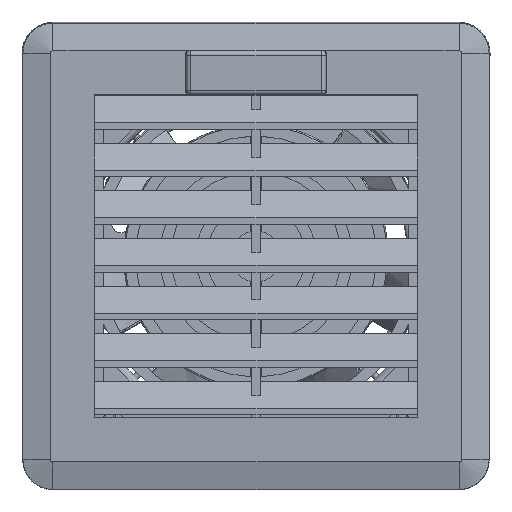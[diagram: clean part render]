
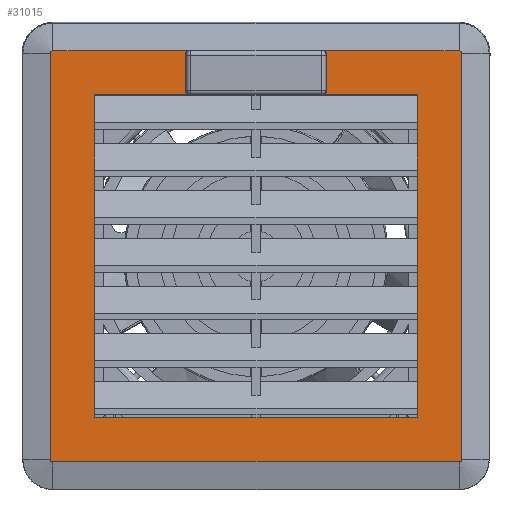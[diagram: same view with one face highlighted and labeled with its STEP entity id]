
A CAD part, top view. The second image highlights one B-rep face of the part: STEP entity #31015.
In plain terms, the highlighted face is planar.
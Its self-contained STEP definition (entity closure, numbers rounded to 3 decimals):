
#4375=PLANE('',#33280);
#5336=FACE_OUTER_BOUND('',#7033,.T.);
#7033=EDGE_LOOP('',(#23482,#23483,#23484,#23485,#23486,#23487,#23488,#23489,
#23490,#23491,#23492,#23493,#23494,#23495,#23496,#23497,#23498,#23499,#23500,
#23501));
#9107=LINE('',#44929,#11333);
#9115=LINE('',#44953,#11341);
#9162=LINE('',#45056,#11388);
#9164=LINE('',#45060,#11390);
#9171=LINE('',#45075,#11397);
#9175=LINE('',#45082,#11401);
#9181=LINE('',#45100,#11407);
#9187=LINE('',#45120,#11413);
#9188=LINE('',#45121,#11414);
#9190=LINE('',#45126,#11416);
#9191=LINE('',#45127,#11417);
#9203=LINE('',#45158,#11429);
#11333=VECTOR('',#37197,10.);
#11341=VECTOR('',#37221,10.);
#11388=VECTOR('',#37342,10.);
#11390=VECTOR('',#37346,10.);
#11397=VECTOR('',#37361,10.);
#11401=VECTOR('',#37367,10.);
#11407=VECTOR('',#37391,10.);
#11413=VECTOR('',#37417,10.);
#11414=VECTOR('',#37418,10.);
#11416=VECTOR('',#37422,10.);
#11417=VECTOR('',#37423,10.);
#11429=VECTOR('',#37463,10.);
#13110=CIRCLE('',#33193,1.);
#13112=CIRCLE('',#33197,1.);
#13114=CIRCLE('',#33201,1.);
#13116=CIRCLE('',#33205,1.);
#13118=CIRCLE('',#33235,0.574);
#13121=CIRCLE('',#33250,0.574);
#13124=CIRCLE('',#33257,0.574);
#13129=CIRCLE('',#33274,0.574);
#14604=VERTEX_POINT('',#44919);
#14605=VERTEX_POINT('',#44920);
#14608=VERTEX_POINT('',#44928);
#14610=VERTEX_POINT('',#44934);
#14612=VERTEX_POINT('',#44940);
#14614=VERTEX_POINT('',#44946);
#14616=VERTEX_POINT('',#44952);
#14618=VERTEX_POINT('',#44958);
#14630=VERTEX_POINT('',#45038);
#14631=VERTEX_POINT('',#45040);
#14634=VERTEX_POINT('',#45052);
#14635=VERTEX_POINT('',#45054);
#14636=VERTEX_POINT('',#45058);
#14640=VERTEX_POINT('',#45074);
#14642=VERTEX_POINT('',#45080);
#14644=VERTEX_POINT('',#45090);
#14645=VERTEX_POINT('',#45098);
#14647=VERTEX_POINT('',#45103);
#14651=VERTEX_POINT('',#45124);
#14656=VERTEX_POINT('',#45147);
#17825=EDGE_CURVE('',#14604,#14605,#13110,.T.);
#17829=EDGE_CURVE('',#14608,#14604,#9107,.T.);
#17832=EDGE_CURVE('',#14610,#14608,#13112,.T.);
#17838=EDGE_CURVE('',#14614,#14612,#13114,.T.);
#17841=EDGE_CURVE('',#14616,#14614,#9115,.T.);
#17844=EDGE_CURVE('',#14618,#14616,#13116,.T.);
#17885=EDGE_CURVE('',#14630,#14631,#13118,.T.);
#17893=EDGE_CURVE('',#14634,#14635,#9162,.T.);
#17895=EDGE_CURVE('',#14636,#14630,#9164,.T.);
#17902=EDGE_CURVE('',#14640,#14634,#9171,.T.);
#17906=EDGE_CURVE('',#14635,#14642,#9175,.T.);
#17911=EDGE_CURVE('',#14644,#14636,#13121,.T.);
#17915=EDGE_CURVE('',#14645,#14644,#9181,.T.);
#17917=EDGE_CURVE('',#14647,#14645,#13124,.T.);
#17925=EDGE_CURVE('',#14605,#14640,#9187,.T.);
#17926=EDGE_CURVE('',#14642,#14618,#9188,.T.);
#17928=EDGE_CURVE('',#14651,#14612,#9190,.T.);
#17929=EDGE_CURVE('',#14610,#14647,#9191,.T.);
#17940=EDGE_CURVE('',#14656,#14651,#13129,.T.);
#17945=EDGE_CURVE('',#14631,#14656,#9203,.T.);
#23482=ORIENTED_EDGE('',*,*,#17838,.T.);
#23483=ORIENTED_EDGE('',*,*,#17928,.F.);
#23484=ORIENTED_EDGE('',*,*,#17940,.F.);
#23485=ORIENTED_EDGE('',*,*,#17945,.F.);
#23486=ORIENTED_EDGE('',*,*,#17885,.F.);
#23487=ORIENTED_EDGE('',*,*,#17895,.F.);
#23488=ORIENTED_EDGE('',*,*,#17911,.F.);
#23489=ORIENTED_EDGE('',*,*,#17915,.F.);
#23490=ORIENTED_EDGE('',*,*,#17917,.F.);
#23491=ORIENTED_EDGE('',*,*,#17929,.F.);
#23492=ORIENTED_EDGE('',*,*,#17832,.T.);
#23493=ORIENTED_EDGE('',*,*,#17829,.T.);
#23494=ORIENTED_EDGE('',*,*,#17825,.T.);
#23495=ORIENTED_EDGE('',*,*,#17925,.T.);
#23496=ORIENTED_EDGE('',*,*,#17902,.T.);
#23497=ORIENTED_EDGE('',*,*,#17893,.T.);
#23498=ORIENTED_EDGE('',*,*,#17906,.T.);
#23499=ORIENTED_EDGE('',*,*,#17926,.T.);
#23500=ORIENTED_EDGE('',*,*,#17844,.T.);
#23501=ORIENTED_EDGE('',*,*,#17841,.T.);
#31015=ADVANCED_FACE('',(#5336),#4375,.T.);
#33193=AXIS2_PLACEMENT_3D('',#44921,#37189,#37190);
#33197=AXIS2_PLACEMENT_3D('',#44935,#37202,#37203);
#33201=AXIS2_PLACEMENT_3D('',#44947,#37214,#37215);
#33205=AXIS2_PLACEMENT_3D('',#44959,#37226,#37227);
#33235=AXIS2_PLACEMENT_3D('',#45041,#37325,#37326);
#33250=AXIS2_PLACEMENT_3D('',#45092,#37378,#37379);
#33257=AXIS2_PLACEMENT_3D('',#45105,#37395,#37396);
#33274=AXIS2_PLACEMENT_3D('',#45149,#37447,#37448);
#33280=AXIS2_PLACEMENT_3D('',#45157,#37461,#37462);
#37189=DIRECTION('center_axis',(0.,-1.,0.));
#37190=DIRECTION('ref_axis',(0.,0.,1.));
#37197=DIRECTION('',(0.,0.,1.));
#37202=DIRECTION('center_axis',(0.,-1.,0.));
#37203=DIRECTION('ref_axis',(1.,0.,0.));
#37214=DIRECTION('center_axis',(0.,-1.,0.));
#37215=DIRECTION('ref_axis',(0.,0.,-1.));
#37221=DIRECTION('',(0.,0.,-1.));
#37226=DIRECTION('center_axis',(0.,-1.,0.));
#37227=DIRECTION('ref_axis',(-1.,0.,0.));
#37325=DIRECTION('center_axis',(0.,-1.,0.));
#37326=DIRECTION('ref_axis',(0.,0.,1.));
#37342=DIRECTION('',(-1.,0.,0.));
#37346=DIRECTION('',(-1.,0.,0.));
#37361=DIRECTION('',(0.,0.,1.));
#37367=DIRECTION('',(0.,0.,-1.));
#37378=DIRECTION('center_axis',(0.,-1.,0.));
#37379=DIRECTION('ref_axis',(1.,0.,0.));
#37391=DIRECTION('',(0.,0.,1.));
#37395=DIRECTION('center_axis',(0.,-1.,0.));
#37396=DIRECTION('ref_axis',(0.,0.,-1.));
#37417=DIRECTION('',(1.,0.,0.));
#37418=DIRECTION('',(1.,0.,0.));
#37422=DIRECTION('',(1.,0.,0.));
#37423=DIRECTION('',(1.,0.,0.));
#37447=DIRECTION('center_axis',(0.,-1.,0.));
#37448=DIRECTION('ref_axis',(-1.,0.,0.));
#37461=DIRECTION('center_axis',(0.,1.,0.));
#37462=DIRECTION('ref_axis',(1.,0.,0.));
#37463=DIRECTION('',(0.,0.,-1.));
#44919=CARTESIAN_POINT('',(16.,9.,-37.574));
#44920=CARTESIAN_POINT('',(15.,9.,-36.574));
#44921=CARTESIAN_POINT('Origin',(15.,9.,-37.574));
#44928=CARTESIAN_POINT('',(16.,9.,-45.574));
#44929=CARTESIAN_POINT('',(16.,9.,0.213));
#44934=CARTESIAN_POINT('',(15.,9.,-46.574));
#44935=CARTESIAN_POINT('Origin',(15.,9.,-45.574));
#44940=CARTESIAN_POINT('',(-15.,9.,-46.574));
#44946=CARTESIAN_POINT('',(-16.,9.,-45.574));
#44947=CARTESIAN_POINT('Origin',(-15.,9.,-45.574));
#44952=CARTESIAN_POINT('',(-16.,9.,-37.574));
#44953=CARTESIAN_POINT('',(-16.,9.,4.213));
#44958=CARTESIAN_POINT('',(-15.,9.,-36.574));
#44959=CARTESIAN_POINT('Origin',(-15.,9.,-37.574));
#45038=CARTESIAN_POINT('',(-46.,9.,46.574));
#45040=CARTESIAN_POINT('',(-46.574,9.,46.));
#45041=CARTESIAN_POINT('Origin',(-46.,9.,46.));
#45052=CARTESIAN_POINT('',(36.574,9.,36.574));
#45054=CARTESIAN_POINT('',(-36.574,9.,36.574));
#45056=CARTESIAN_POINT('',(46.,9.,36.574));
#45058=CARTESIAN_POINT('',(46.,9.,46.574));
#45060=CARTESIAN_POINT('',(46.,9.,46.574));
#45074=CARTESIAN_POINT('',(36.574,9.,-36.574));
#45075=CARTESIAN_POINT('',(36.574,9.,-46.));
#45080=CARTESIAN_POINT('',(-36.574,9.,-36.574));
#45082=CARTESIAN_POINT('',(-36.574,9.,46.));
#45090=CARTESIAN_POINT('',(46.574,9.,46.));
#45092=CARTESIAN_POINT('Origin',(46.,9.,46.));
#45098=CARTESIAN_POINT('',(46.574,9.,-46.));
#45100=CARTESIAN_POINT('',(46.574,9.,-46.));
#45103=CARTESIAN_POINT('',(46.,9.,-46.574));
#45105=CARTESIAN_POINT('Origin',(46.,9.,-46.));
#45120=CARTESIAN_POINT('',(-46.,9.,-36.574));
#45121=CARTESIAN_POINT('',(-46.,9.,-36.574));
#45124=CARTESIAN_POINT('',(-46.,9.,-46.574));
#45126=CARTESIAN_POINT('',(-46.,9.,-46.574));
#45127=CARTESIAN_POINT('',(-46.,9.,-46.574));
#45147=CARTESIAN_POINT('',(-46.574,9.,-46.));
#45149=CARTESIAN_POINT('Origin',(-46.,9.,-46.));
#45157=CARTESIAN_POINT('Origin',(-46.574,9.,46.));
#45158=CARTESIAN_POINT('',(-46.574,9.,46.));
